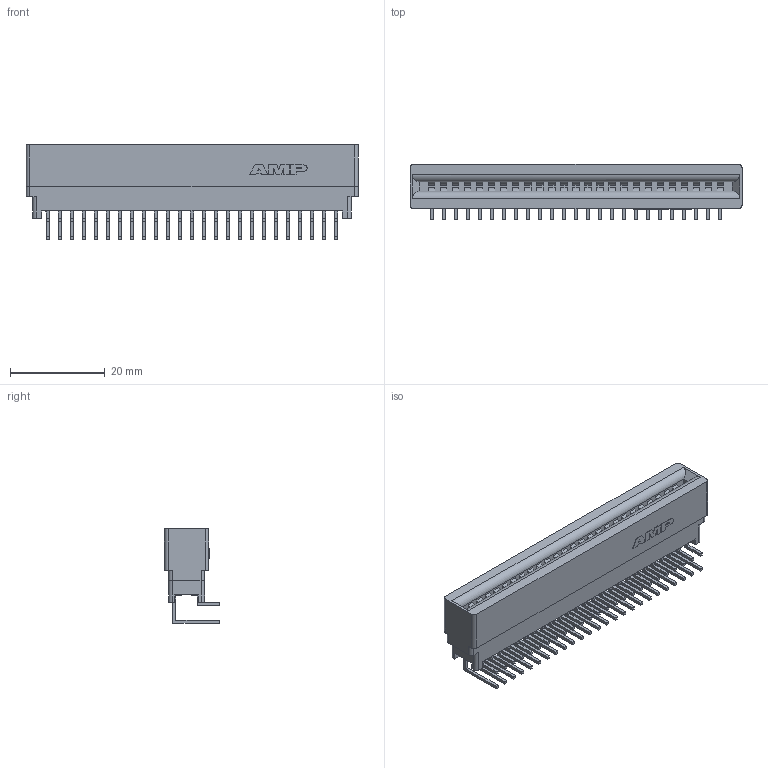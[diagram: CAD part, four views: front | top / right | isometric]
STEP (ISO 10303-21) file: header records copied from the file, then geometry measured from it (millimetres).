
FILE_DESCRIPTION((''),'2;1');
FILE_NAME('C-5532600-2','2011-08-05T',('workeradm'),('Tyco Electronics Ltd.'),'PRO/ENGINEER BY PARAMETRIC TECHNOLOGY CORPORATION, 2010430','PRO/ENGINEER BY PARAMETRIC TECHNOLOGY CORPORATION, 2010430','');
FILE_SCHEMA(('AUTOMOTIVE_DESIGN { 1 0 10303 214 1 1 1 1 }'));
Length unit declared in the file: millimetre
Products named in the file (1): C-5532600-2
Bounding box: 70.1 x 11.63 x 19.93 mm (x, y, z)
Volume: 7709.1 mm3; surface area: 6226.2 mm2
Topology: 1 solids, 1 shells, 674 faces, 1838 edges, 1224 vertices
Faces by surface type: plane 557, cylinder 115, extrusion 2
Entity records: 21565 total; most frequent: CARTESIAN_POINT 3804, ORIENTED_EDGE 3676, DIRECTION 3402, EDGE_CURVE 1838, VECTOR 1606, LINE 1604, VERTEX_POINT 1224, AXIS2_PLACEMENT_3D 898
